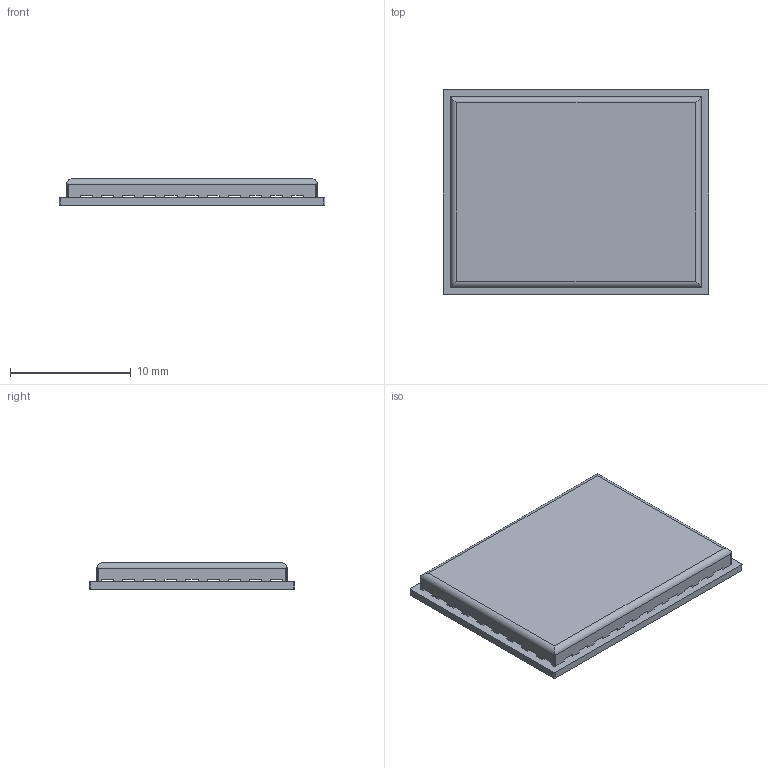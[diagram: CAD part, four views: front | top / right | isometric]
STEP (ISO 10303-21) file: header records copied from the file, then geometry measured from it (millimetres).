
FILE_DESCRIPTION(/* description */ (''),/* implementation_level */ '2;1');
FILE_NAME(/* name */ 'u-blox ZED-F9P.stp',/* time_stamp */ '2020-02-05T18:59:54+01:00',/* author */ ('PaulT'),/* organization */ (''),/* preprocessor_version */ 'ST-DEVELOPER v18',/* originating_system */ 'Autodesk Inventor 2020',/* authorisation */ '');
FILE_SCHEMA (('AUTOMOTIVE_DESIGN { 1 0 10303 214 3 1 1 }'));
Length unit declared in the file: millimetre
Products named in the file (1): F9P
Bounding box: 22 x 17 x 2.23 mm (x, y, z)
Volume: 310.2 mm3; surface area: 1646.3 mm2
Topology: 2 solids, 2 shells, 743 faces, 1879 edges, 1243 vertices
Faces by surface type: plane 707, cylinder 28, bspline 8
Entity records: 23228 total; most frequent: CARTESIAN_POINT 4546, ORIENTED_EDGE 3758, DIRECTION 3358, EDGE_CURVE 1879, LINE 1808, VECTOR 1808, VERTEX_POINT 1243, EDGE_LOOP 846
